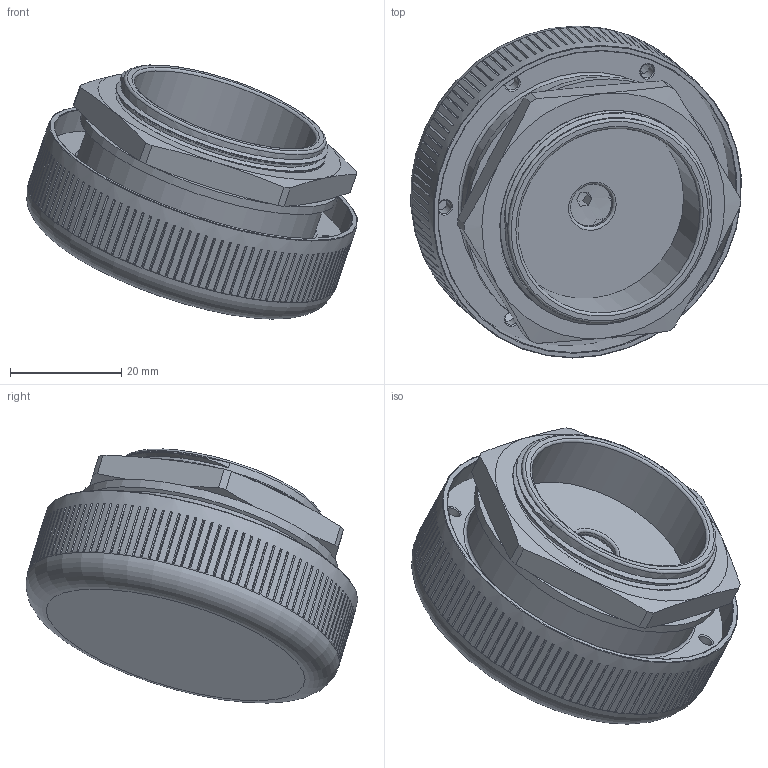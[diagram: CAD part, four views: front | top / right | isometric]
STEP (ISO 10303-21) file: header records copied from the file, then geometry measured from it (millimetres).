
FILE_DESCRIPTION(/* description */ ('DAE M 40x1,5 mit GGM'),/* implementation_level */ '2;1');
FILE_NAME(/* name */ '90000540-RST.stp',/* time_stamp */ '2024-11-28T11:34:47+01:00',/* author */ ('sl'),/* organization */ (''),/* preprocessor_version */ 'ST-DEVELOPER v16.5',/* originating_system */ 'Autodesk Inventor 2017',/* authorisation */ '');
FILE_SCHEMA (('CONFIG_CONTROL_DESIGN'));
Length unit declared in the file: millimetre
Products named in the file (8): 90000540; 90000540_1; 90000540_2; 90000540_3; 90000540_4; 90000540_5; 90000540_6; 00224099
Assembly tree (7 placements, depth 2):
  90000540
    90000540_1
    90000540_2
    90000540_3
    90000540_4
    90000540_5
    90000540_6
    00224099
Bounding box: 59.42 x 59.74 x 45.71 mm (x, y, z)
Volume: 27268.7 mm3; surface area: 34820 mm2
Topology: 7 solids, 7 shells, 717 faces, 1700 edges, 1124 vertices
Faces by surface type: plane 643, cylinder 37, cone 19, torus 10, bspline 5, sphere 3
Full cylindrical faces by diameter (mm): 2.5 x6, 8 x1, 31.52 x1, 34 x1, 34.52 x1, 38.338 x6, 38.7 x1, 39 x3, 39.6 x1, 45 x1, 48.5 x1, 56.45 x1, 58.45 x1
Entity records: 22534 total; most frequent: CARTESIAN_POINT 5417, DIRECTION 3610, ORIENTED_EDGE 3284, EDGE_CURVE 1642, AXIS2_PLACEMENT_3D 1296, VERTEX_POINT 1109, LINE 1018, VECTOR 1018
